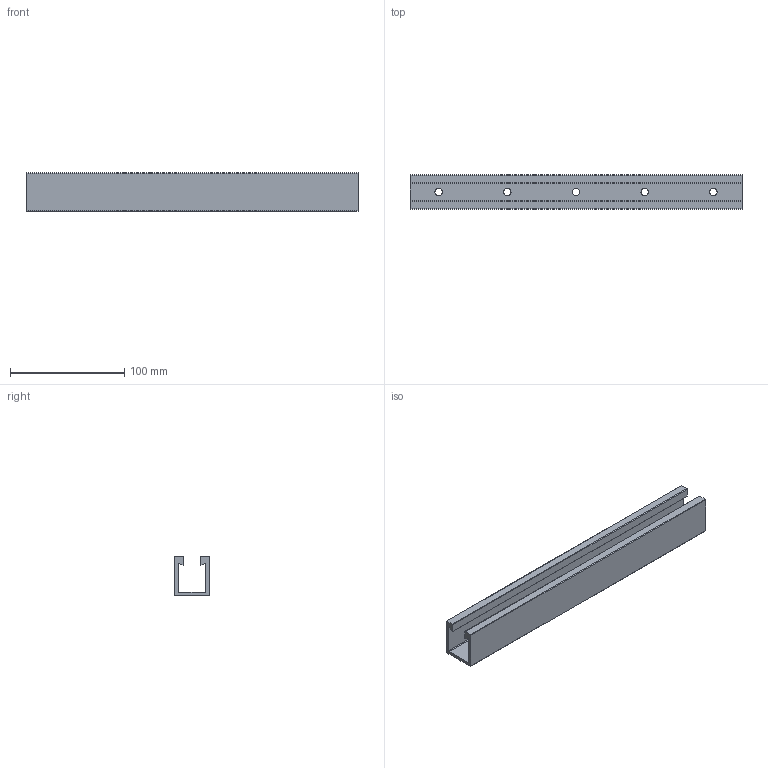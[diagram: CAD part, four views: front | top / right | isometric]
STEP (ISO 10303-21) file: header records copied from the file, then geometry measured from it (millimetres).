
FILE_DESCRIPTION(/* description */ ('Rail support panneau'),/* implementation_level */ '2;1');
FILE_NAME(/* name */ '28FC-29.stp',/* time_stamp */ '2025-01-21T10:04:45+01:00',/* author */ ('Didierr'),/* organization */ (''),/* preprocessor_version */ 'ST-DEVELOPER v18.1',/* originating_system */ 'Autodesk Inventor 2021',/* authorisation */ '');
FILE_SCHEMA (('CONFIG_CONTROL_DESIGN'));
Length unit declared in the file: millimetre
Products named in the file (1): 26153
Bounding box: 290 x 30 x 34 mm (x, y, z)
Volume: 97212.7 mm3; surface area: 62090.2 mm2
Topology: 1 solids, 1 shells, 44 faces, 136 edges, 89 vertices
Faces by surface type: plane 27, cylinder 17
Full cylindrical faces by diameter (mm): 6.5 x5
Entity records: 1600 total; most frequent: DIRECTION 285, ORIENTED_EDGE 272, CARTESIAN_POINT 270, EDGE_CURVE 136, AXIS2_PLACEMENT_3D 104, VERTEX_POINT 89, LINE 77, VECTOR 77
